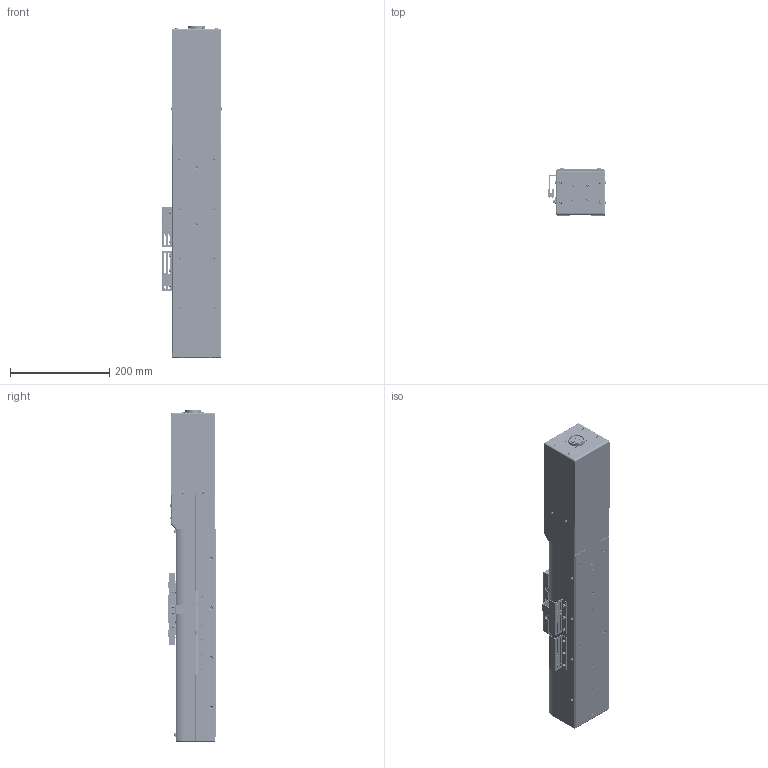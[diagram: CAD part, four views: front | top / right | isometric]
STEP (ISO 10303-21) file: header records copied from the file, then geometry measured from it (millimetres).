
FILE_DESCRIPTION (( 'STEP AP203' ), '1' );
FILE_NAME ('HC100-XXX-S-100-XX-SL-OF.STEP', '2020-08-04T03:18:47', ( '彌營遵' ), ( '' ), 'SwSTEP 2.0', 'SolidWorks 2013', '' );
FILE_SCHEMA (( 'CONFIG_CONTROL_DESIGN' ));
Length unit declared in the file: millimetre
Products named in the file (43): LMguide-ST100; socket button head cap screw_am_B18.3.4M - 3 x 0.5 x 8 SBHCS --N; HC SENSOR DOG-ST100; EE-SX-674(奢辨 撫憮)-ST100_ル遽; 醴喀攪-ST100; MOTOR CASE-ST100; socket button head cap screw_am_B18.3.4M - 3 x 0.5 x 5 SBHCS --N; HRballnut-ST100; socket head cap screw_ks_KS 1003 - M3 x 5 x 5-N; DAMPER-ST100; SIDE COVER-ST100; socket countersunk head screw_am_B18.3.5M - 3 x 0.5 x 8 Socket FCHS  -- 8C; LMblock-ST100; spring lock washer_ks_KS 1324 - M3; BEARING HOUSING(堅薑)-ST100; SIDE COVER2-ST100; CARRIER-ST100; SHAFT-ST100; HC100 SENSOR_1(PR); COUPLING COVER-ST100; STEEL BELT-ST100; COUPLING HOUSION-ST100; STEEL BELT TENSION BLOCK-ST100; BASE-ST100; HC100 SENSOR_2(PR); pan cross head_ks_KS 1023 PC- M3 x 5-N; STEEL BELT FIX-ST100; END COVER-ST100; STEEL BELT TENSION PLATE-ST100; BEARING HOUSING(雖雖)-ST100; HC100-XXX-S-100-XX-SL-OF; socket head cap screw_ks_KS 1003 - M4 x 10 x 10-N; SUPPORT BLOCK-ST100; END COVER(M)-ST100; socket head cap screw_ks_KS 1003 - M6 x 45 x 24-N; socket head cap screw_ks_KS 1003 - M6 x 10 x 10-N; hg-kr23-ST100; HRballscrew-ST100; socket head cap screw_ks_KS 1003 - M5 x 16 x 16-N; CARRIER COVER-ST100 ...
Assembly tree (122 placements, depth 3):
  HC100-XXX-S-100-XX-SL-OF
    BASE-ST100
    BEARING HOUSING(雖雖)-ST100
    CARRIER-ST100
      CARRIER-ST100
      CARRIER COVER-ST100
      HC SENSOR DOG-ST100
      HRballnut-ST100
      LMblock-ST100  x2
      SHAFT-ST100  x8
      STEEL BELT TENSION BLOCK-ST100  x2
      STEEL BELT TENSION PLATE-ST100  x2
      socket head cap screw_ks_KS 1003 - M6 x 45 x 24-N  x8
      socket head cap screw_ks_KS 1003 - M5 x 16 x 16-N  x4
      socket button head cap screw_am_B18.3.4M - 3 x 0.5 x 8 SBHCS --N  x4
      socket button head cap screw_am_B18.3.4M - 3 x 0.5 x 5 SBHCS --N  x2
      socket countersunk head screw_am_B18.3.5M - 3 x 0.5 x 8 Socket FCHS  -- 8C  x12
    COUPLING HOUSION-ST100
    END COVER-ST100
    END COVER(M)-ST100
    HRballscrew-ST100
    LMguide-ST100
    MOTOR CASE-ST100
    SIDE COVER-ST100
    SIDE COVER2-ST100
    STEEL BELT-ST100
    STEEL BELT FIX-ST100  x2
    SUPPORT BLOCK-ST100  x4
    hg-kr23-ST100
    HRbearing cap-ST100
    醴喀攪-ST100
    DAMPER-ST100  x2
    BEARING HOUSING(堅薑)-ST100
    COUPLING COVER-ST100
    pan cross head_ks_KS 1023 PC- M3 x 5-N  x20
    socket head cap screw_ks_KS 1003 - M4 x 10 x 10-N  x2
    socket head cap screw_ks_KS 1003 - M6 x 10 x 10-N  x2
    HC100 SENSOR_1(PR)
      MASensor Brk-ST100_ル遽
      EE-SX-674(奢辨 撫憮)-ST100_ル遽  x2
      socket head cap screw_ks_KS 1003 - M3 x 5 x 5-N  x7
      spring lock washer_ks_KS 1324 - M3  x3
    HC100 SENSOR_2(PR)
      MASensor Brk-ST100_ル遽
      EE-SX-674(奢辨 撫憮)-ST100_ル遽
      socket head cap screw_ks_KS 1003 - M3 x 5 x 5-N  x5
      spring lock washer_ks_KS 1324 - M3  x3
Bounding box: 122.15 x 95 x 669.5 mm (x, y, z)
Volume: 2733350.6 mm3; surface area: 968019.2 mm2
Topology: 119 solids, 119 shells, 4607 faces, 11327 edges, 6900 vertices
Faces by surface type: plane 2187, cylinder 1358, cone 680, torus 288, sphere 56, bspline 38
Entity records: 111591 total; most frequent: CARTESIAN_POINT 47720, DIRECTION 12434, ORIENTED_EDGE 11520, EDGE_CURVE 5760, AXIS2_PLACEMENT_3D 4538, VERTEX_POINT 3687, VECTOR 3358, LINE 3358
